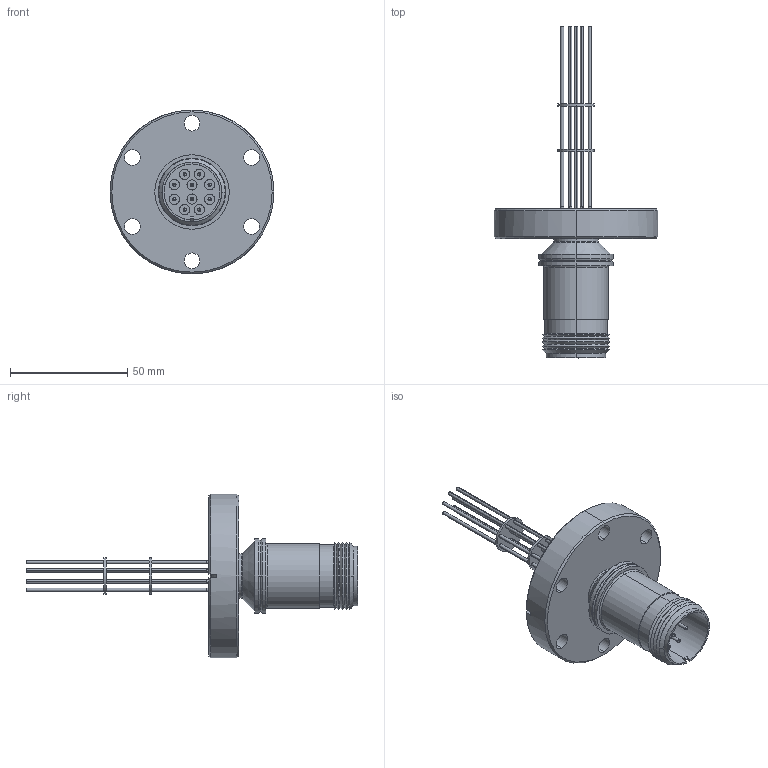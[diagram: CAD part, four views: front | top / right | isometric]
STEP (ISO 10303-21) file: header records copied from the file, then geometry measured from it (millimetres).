
FILE_DESCRIPTION (( 'STEP AP203' ), '1' );
FILE_NAME ('A0193-11-CF.STEP', '2012-11-20T19:43:42', ( '' ), ( '' ), 'SwSTEP 2.0', 'SolidWorks 2012', '' );
FILE_SCHEMA (( 'CONFIG_CONTROL_DESIGN' ));
Length unit declared in the file: inch
Products named in the file (1): A0193-11-CF
Bounding box: 69.85 x 141.48 x 69.85 mm (x, y, z)
Volume: 52781.4 mm3; surface area: 32405.5 mm2
Topology: 1 solids, 1 shells, 429 faces, 1044 edges, 683 vertices
Faces by surface type: cylinder 222, torus 90, plane 86, cone 31
Entity records: 14961 total; most frequent: CARTESIAN_POINT 4258, DIRECTION 2445, ORIENTED_EDGE 2088, AXIS2_PLACEMENT_3D 1081, EDGE_CURVE 1044, VERTEX_POINT 683, CIRCLE 651, EDGE_LOOP 551
